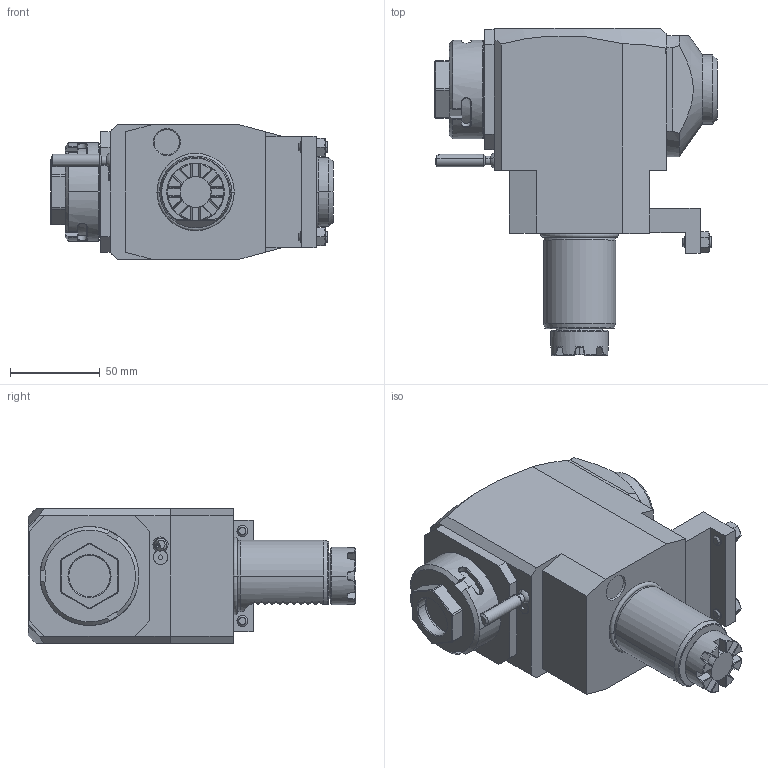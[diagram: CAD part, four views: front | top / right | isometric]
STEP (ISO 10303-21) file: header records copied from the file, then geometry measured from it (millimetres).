
FILE_DESCRIPTION((''),'2;1');
FILE_NAME('NGT1_40_245_32_3_2_80TC','2024-10-25T',('vali'),('NOVA GRUP'),'PRO/ENGINEER BY PARAMETRIC TECHNOLOGY CORPORATION, 2010280','PRO/ENGINEER BY PARAMETRIC TECHNOLOGY CORPORATION, 2010280','');
FILE_SCHEMA(('CONFIG_CONTROL_DESIGN'));
Length unit declared in the file: millimetre
Products named in the file (1): NGT1_40_245_32_3_2_80TC
Bounding box: 157 x 182 x 75 mm (x, y, z)
Volume: 992849.5 mm3; surface area: 76492.8 mm2
Topology: 1 solids, 1 shells, 425 faces, 1118 edges, 704 vertices
Faces by surface type: plane 225, cone 91, cylinder 68, bspline 34, torus 5, sphere 2
Entity records: 16196 total; most frequent: CARTESIAN_POINT 6422, ORIENTED_EDGE 2212, DIRECTION 1737, EDGE_CURVE 1106, VERTEX_POINT 704, AXIS2_PLACEMENT_3D 616, VECTOR 505, LINE 505
